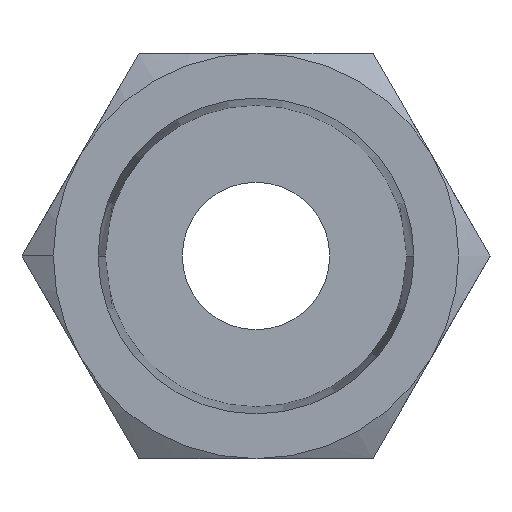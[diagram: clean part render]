
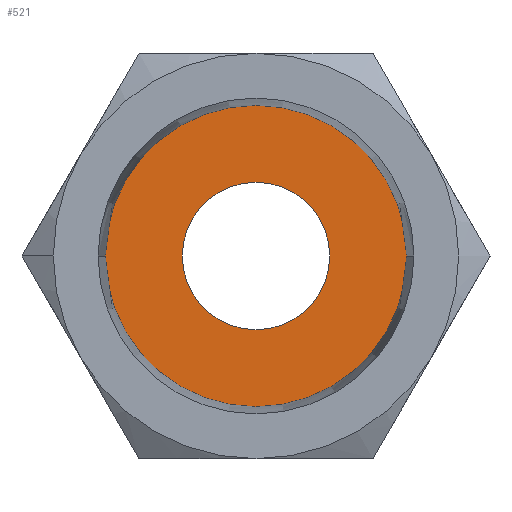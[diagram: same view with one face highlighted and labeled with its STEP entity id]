
A CAD part, front view. The second image highlights one B-rep face of the part: STEP entity #521.
In plain terms, the highlighted planar face has unit normal (0, -1, 0).
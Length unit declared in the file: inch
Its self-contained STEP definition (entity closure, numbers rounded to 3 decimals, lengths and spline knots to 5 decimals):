
#27 = ORIENTED_EDGE ( 'NONE', *, *, #227, .T. ) ;
#46 = CIRCLE ( 'NONE', #123, 0.32212 ) ;
#97 = CARTESIAN_POINT ( 'NONE',  ( 0., 0.49213, 0. ) ) ;
#123 = AXIS2_PLACEMENT_3D ( 'NONE', #1911, #1958, #1401 ) ;
#169 = EDGE_LOOP ( 'NONE', ( #2809, #3034 ) ) ;
#173 = EDGE_CURVE ( 'NONE', #2452, #229, #2747, .T. ) ;
#227 = EDGE_CURVE ( 'NONE', #516, #916, #704, .T. ) ;
#229 = VERTEX_POINT ( 'NONE', #2538 ) ;
#285 = CARTESIAN_POINT ( 'NONE',  ( 0.15748, 0.49213, 0. ) ) ;
#366 = DIRECTION ( 'NONE',  ( -1., 0., 0. ) ) ;
#423 = EDGE_LOOP ( 'NONE', ( #485, #27 ) ) ;
#468 = PLANE ( 'NONE',  #872 ) ;
#485 = ORIENTED_EDGE ( 'NONE', *, *, #3256, .T. ) ;
#516 = VERTEX_POINT ( 'NONE', #285 ) ;
#521 = ADVANCED_FACE ( 'NONE', ( #3262, #1345 ), #468, .T. ) ;
#547 = EDGE_CURVE ( 'NONE', #229, #2452, #46, .T. ) ;
#704 = CIRCLE ( 'NONE', #3263, 0.15748 ) ;
#872 = AXIS2_PLACEMENT_3D ( 'NONE', #3257, #2780, #2251 ) ;
#915 = AXIS2_PLACEMENT_3D ( 'NONE', #97, #1888, #366 ) ;
#916 = VERTEX_POINT ( 'NONE', #2928 ) ;
#1345 = FACE_OUTER_BOUND ( 'NONE', #169, .T. ) ;
#1401 = DIRECTION ( 'NONE',  ( 1., 0., 0. ) ) ;
#1427 = CARTESIAN_POINT ( 'NONE',  ( -0.32212, 0.49213, 0. ) ) ;
#1888 = DIRECTION ( 'NONE',  ( 0., 1., 0. ) ) ;
#1911 = CARTESIAN_POINT ( 'NONE',  ( 0., 0.49213, 0. ) ) ;
#1958 = DIRECTION ( 'NONE',  ( 0., -1., 0. ) ) ;
#2251 = DIRECTION ( 'NONE',  ( 0., 0., -1. ) ) ;
#2310 = DIRECTION ( 'NONE',  ( -1., 0., 0. ) ) ;
#2338 = DIRECTION ( 'NONE',  ( 0., 1., 0. ) ) ;
#2353 = CIRCLE ( 'NONE', #915, 0.15748 ) ;
#2383 = CARTESIAN_POINT ( 'NONE',  ( 0., 0.49213, 0. ) ) ;
#2452 = VERTEX_POINT ( 'NONE', #1427 ) ;
#2538 = CARTESIAN_POINT ( 'NONE',  ( 0.32212, 0.49213, 0. ) ) ;
#2628 = DIRECTION ( 'NONE',  ( 1., 0., 0. ) ) ;
#2673 = DIRECTION ( 'NONE',  ( 0., -1., 0. ) ) ;
#2747 = CIRCLE ( 'NONE', #2785, 0.32212 ) ;
#2780 = DIRECTION ( 'NONE',  ( 0., -1., 0. ) ) ;
#2785 = AXIS2_PLACEMENT_3D ( 'NONE', #3077, #2673, #2628 ) ;
#2809 = ORIENTED_EDGE ( 'NONE', *, *, #547, .T. ) ;
#2928 = CARTESIAN_POINT ( 'NONE',  ( -0.15748, 0.49213, 0. ) ) ;
#3034 = ORIENTED_EDGE ( 'NONE', *, *, #173, .T. ) ;
#3077 = CARTESIAN_POINT ( 'NONE',  ( 0., 0.49213, 0. ) ) ;
#3256 = EDGE_CURVE ( 'NONE', #916, #516, #2353, .T. ) ;
#3257 = CARTESIAN_POINT ( 'NONE',  ( -0.2398, 0.49213, 0. ) ) ;
#3262 = FACE_BOUND ( 'NONE', #423, .T. ) ;
#3263 = AXIS2_PLACEMENT_3D ( 'NONE', #2383, #2338, #2310 ) ;
